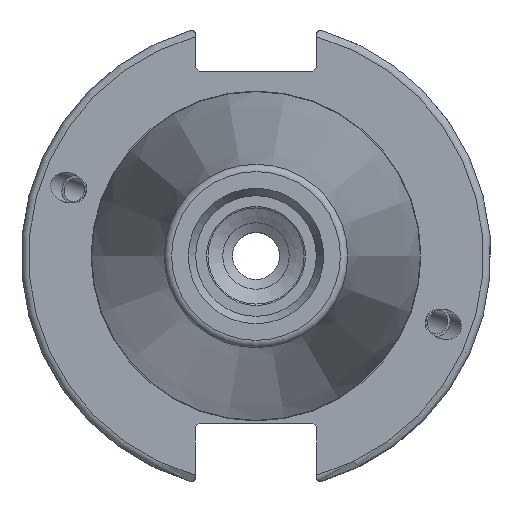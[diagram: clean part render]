
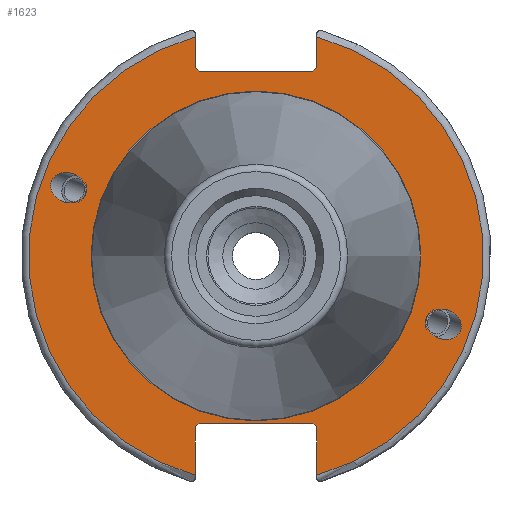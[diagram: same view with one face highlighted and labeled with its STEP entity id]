
A CAD part, left-side view. The second image highlights one B-rep face of the part: STEP entity #1623.
In plain terms, the highlighted planar face has unit normal (-1, 0, 0).
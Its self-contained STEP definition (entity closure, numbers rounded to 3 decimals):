
#69=FACE_BOUND('',#336,.T.);
#70=FACE_BOUND('',#337,.T.);
#71=FACE_BOUND('',#338,.T.);
#86=PLANE('',#1805);
#157=CIRCLE('',#1803,22.3);
#159=CIRCLE('',#1806,30.75);
#160=CIRCLE('',#1807,30.75);
#230=FACE_OUTER_BOUND('',#335,.T.);
#335=EDGE_LOOP('',(#1307,#1308,#1309,#1310,#1311,#1312,#1313,#1314,#1315,
#1316,#1317,#1318));
#336=EDGE_LOOP('',(#1319));
#337=EDGE_LOOP('',(#1320));
#338=EDGE_LOOP('',(#1321));
#477=LINE('',#3013,#576);
#478=LINE('',#3015,#577);
#479=LINE('',#3017,#578);
#480=LINE('',#3019,#579);
#481=LINE('',#3021,#580);
#482=LINE('',#3025,#581);
#483=LINE('',#3027,#582);
#484=LINE('',#3029,#583);
#485=LINE('',#3031,#584);
#486=LINE('',#3032,#585);
#576=VECTOR('',#2161,10.);
#577=VECTOR('',#2162,10.);
#578=VECTOR('',#2163,10.);
#579=VECTOR('',#2164,10.);
#580=VECTOR('',#2165,10.);
#581=VECTOR('',#2168,10.);
#582=VECTOR('',#2169,10.);
#583=VECTOR('',#2170,10.);
#584=VECTOR('',#2171,10.);
#585=VECTOR('',#2172,10.);
#638=ELLIPSE('',#1758,2.442,2.);
#642=ELLIPSE('',#1795,2.442,2.);
#711=VERTEX_POINT('',#2818);
#746=VERTEX_POINT('',#2989);
#751=VERTEX_POINT('',#3004);
#752=VERTEX_POINT('',#3009);
#753=VERTEX_POINT('',#3010);
#754=VERTEX_POINT('',#3012);
#755=VERTEX_POINT('',#3014);
#756=VERTEX_POINT('',#3016);
#757=VERTEX_POINT('',#3018);
#758=VERTEX_POINT('',#3020);
#759=VERTEX_POINT('',#3022);
#760=VERTEX_POINT('',#3024);
#761=VERTEX_POINT('',#3026);
#762=VERTEX_POINT('',#3028);
#763=VERTEX_POINT('',#3030);
#897=EDGE_CURVE('',#711,#711,#638,.T.);
#947=EDGE_CURVE('',#746,#746,#642,.T.);
#954=EDGE_CURVE('',#751,#751,#157,.T.);
#956=EDGE_CURVE('',#752,#753,#159,.T.);
#957=EDGE_CURVE('',#752,#754,#477,.T.);
#958=EDGE_CURVE('',#755,#754,#478,.T.);
#959=EDGE_CURVE('',#755,#756,#479,.T.);
#960=EDGE_CURVE('',#757,#756,#480,.T.);
#961=EDGE_CURVE('',#757,#758,#481,.T.);
#962=EDGE_CURVE('',#759,#758,#160,.T.);
#963=EDGE_CURVE('',#759,#760,#482,.T.);
#964=EDGE_CURVE('',#761,#760,#483,.T.);
#965=EDGE_CURVE('',#761,#762,#484,.T.);
#966=EDGE_CURVE('',#763,#762,#485,.T.);
#967=EDGE_CURVE('',#763,#753,#486,.T.);
#1307=ORIENTED_EDGE('',*,*,#956,.F.);
#1308=ORIENTED_EDGE('',*,*,#957,.T.);
#1309=ORIENTED_EDGE('',*,*,#958,.F.);
#1310=ORIENTED_EDGE('',*,*,#959,.T.);
#1311=ORIENTED_EDGE('',*,*,#960,.F.);
#1312=ORIENTED_EDGE('',*,*,#961,.T.);
#1313=ORIENTED_EDGE('',*,*,#962,.F.);
#1314=ORIENTED_EDGE('',*,*,#963,.T.);
#1315=ORIENTED_EDGE('',*,*,#964,.F.);
#1316=ORIENTED_EDGE('',*,*,#965,.T.);
#1317=ORIENTED_EDGE('',*,*,#966,.F.);
#1318=ORIENTED_EDGE('',*,*,#967,.T.);
#1319=ORIENTED_EDGE('',*,*,#897,.T.);
#1320=ORIENTED_EDGE('',*,*,#947,.T.);
#1321=ORIENTED_EDGE('',*,*,#954,.F.);
#1623=ADVANCED_FACE('',(#230,#69,#70,#71),#86,.T.);
#1758=AXIS2_PLACEMENT_3D('',#2820,#2045,#2046);
#1795=AXIS2_PLACEMENT_3D('',#2991,#2135,#2136);
#1803=AXIS2_PLACEMENT_3D('',#3006,#2153,#2154);
#1805=AXIS2_PLACEMENT_3D('',#3008,#2157,#2158);
#1806=AXIS2_PLACEMENT_3D('',#3011,#2159,#2160);
#1807=AXIS2_PLACEMENT_3D('',#3023,#2166,#2167);
#2045=DIRECTION('center_axis',(1.,0.,0.));
#2046=DIRECTION('ref_axis',(0.,-0.94,-0.342));
#2135=DIRECTION('center_axis',(1.,0.,0.));
#2136=DIRECTION('ref_axis',(0.,0.94,0.342));
#2153=DIRECTION('center_axis',(-1.,0.,0.));
#2154=DIRECTION('ref_axis',(0.,-1.,0.));
#2157=DIRECTION('center_axis',(-1.,0.,0.));
#2158=DIRECTION('ref_axis',(0.,0.,1.));
#2159=DIRECTION('center_axis',(1.,0.,0.));
#2160=DIRECTION('ref_axis',(0.,-1.,0.));
#2161=DIRECTION('',(0.,0.,-1.));
#2162=DIRECTION('',(0.,-0.707,0.707));
#2163=DIRECTION('',(0.,1.,0.));
#2164=DIRECTION('',(0.,-0.707,-0.707));
#2165=DIRECTION('',(0.,0.,1.));
#2166=DIRECTION('center_axis',(1.,0.,0.));
#2167=DIRECTION('ref_axis',(0.,1.,0.));
#2168=DIRECTION('',(0.,0.,1.));
#2169=DIRECTION('',(0.,0.707,-0.707));
#2170=DIRECTION('',(0.,-1.,0.));
#2171=DIRECTION('',(0.,0.707,0.707));
#2172=DIRECTION('',(0.,0.,-1.));
#2818=CARTESIAN_POINT('',(3.175,-23.077,-8.399));
#2820=CARTESIAN_POINT('Origin',(3.175,-25.372,-9.235));
#2989=CARTESIAN_POINT('',(3.175,23.077,8.399));
#2991=CARTESIAN_POINT('Origin',(3.175,25.372,9.235));
#3004=CARTESIAN_POINT('',(3.175,0.,22.3));
#3006=CARTESIAN_POINT('Origin',(3.175,0.,0.));
#3008=CARTESIAN_POINT('Origin',(3.175,31.75,0.));
#3009=CARTESIAN_POINT('',(3.175,-8.19,29.639));
#3010=CARTESIAN_POINT('',(3.175,-8.19,-29.639));
#3011=CARTESIAN_POINT('Origin',(3.175,0.,0.));
#3012=CARTESIAN_POINT('',(3.175,-8.19,25.5));
#3013=CARTESIAN_POINT('',(3.175,-8.19,12.5));
#3014=CARTESIAN_POINT('',(3.175,-7.69,25.));
#3015=CARTESIAN_POINT('',(3.175,8.295,9.015));
#3016=CARTESIAN_POINT('',(3.175,7.69,25.));
#3017=CARTESIAN_POINT('',(3.175,15.875,25.));
#3018=CARTESIAN_POINT('',(3.175,8.19,25.5));
#3019=CARTESIAN_POINT('',(3.175,7.58,24.89));
#3020=CARTESIAN_POINT('',(3.175,8.19,29.639));
#3021=CARTESIAN_POINT('',(3.175,8.19,12.5));
#3022=CARTESIAN_POINT('',(3.175,8.19,-29.639));
#3023=CARTESIAN_POINT('Origin',(3.175,0.,0.));
#3024=CARTESIAN_POINT('',(3.175,8.19,-23.1));
#3025=CARTESIAN_POINT('',(3.175,8.19,-11.3));
#3026=CARTESIAN_POINT('',(3.175,7.69,-22.6));
#3027=CARTESIAN_POINT('',(3.175,8.18,-23.09));
#3028=CARTESIAN_POINT('',(3.175,-7.69,-22.6));
#3029=CARTESIAN_POINT('',(3.175,15.875,-22.6));
#3030=CARTESIAN_POINT('',(3.175,-8.19,-23.1));
#3031=CARTESIAN_POINT('',(3.175,7.695,-7.215));
#3032=CARTESIAN_POINT('',(3.175,-8.19,-11.3));
